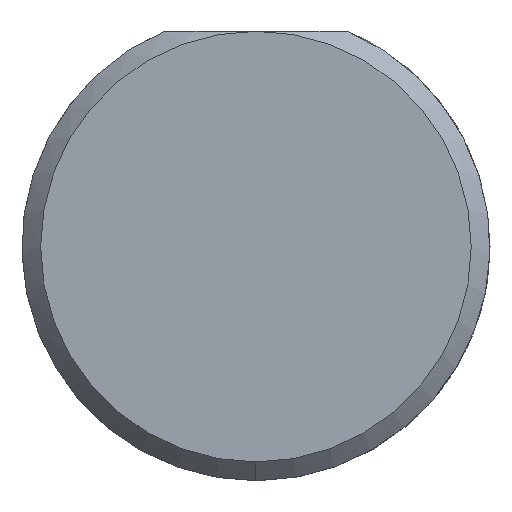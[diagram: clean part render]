
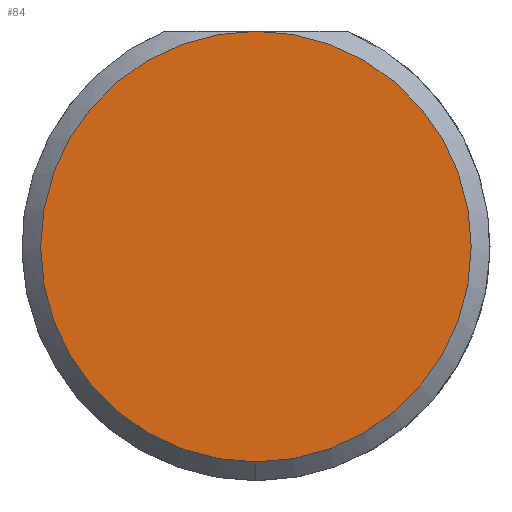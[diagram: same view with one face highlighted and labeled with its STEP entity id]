
A CAD part, left-side view. The second image highlights one B-rep face of the part: STEP entity #84.
In plain terms, the highlighted planar face has unit normal (-1, 0, 0).
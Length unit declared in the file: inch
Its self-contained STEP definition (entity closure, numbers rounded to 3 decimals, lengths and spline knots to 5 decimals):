
#26 = ORIENTED_EDGE ( 'NONE', *, *, #110, .T. ) ;
#46 = CARTESIAN_POINT ( 'NONE',  ( 0., 0., 0. ) ) ;
#57 = DIRECTION ( 'NONE',  ( 1., 0., 0. ) ) ;
#67 = CIRCLE ( 'NONE', #199, 0.11485 ) ;
#84 = ADVANCED_FACE ( 'NONE', ( #672 ), #414, .F. ) ;
#110 = EDGE_CURVE ( 'NONE', #778, #661, #67, .T. ) ;
#111 = EDGE_CURVE ( 'NONE', #661, #778, #175, .T. ) ;
#116 = DIRECTION ( 'NONE',  ( 0., 0., -1. ) ) ;
#118 = EDGE_LOOP ( 'NONE', ( #411, #26 ) ) ;
#175 = CIRCLE ( 'NONE', #225, 0.11485 ) ;
#191 = DIRECTION ( 'NONE',  ( 0., 0., -1. ) ) ;
#199 = AXIS2_PLACEMENT_3D ( 'NONE', #737, #602, #191 ) ;
#225 = AXIS2_PLACEMENT_3D ( 'NONE', #46, #364, #656 ) ;
#302 = CARTESIAN_POINT ( 'NONE',  ( 0., 0., 0. ) ) ;
#314 = CARTESIAN_POINT ( 'NONE',  ( 0., 0., 0.11485 ) ) ;
#364 = DIRECTION ( 'NONE',  ( -1., 0., 0. ) ) ;
#387 = AXIS2_PLACEMENT_3D ( 'NONE', #302, #57, #116 ) ;
#411 = ORIENTED_EDGE ( 'NONE', *, *, #111, .T. ) ;
#414 = PLANE ( 'NONE',  #387 ) ;
#602 = DIRECTION ( 'NONE',  ( -1., 0., 0. ) ) ;
#656 = DIRECTION ( 'NONE',  ( 0., 0., -1. ) ) ;
#661 = VERTEX_POINT ( 'NONE', #314 ) ;
#672 = FACE_OUTER_BOUND ( 'NONE', #118, .T. ) ;
#694 = CARTESIAN_POINT ( 'NONE',  ( 0., 0., -0.11485 ) ) ;
#737 = CARTESIAN_POINT ( 'NONE',  ( 0., 0., 0. ) ) ;
#778 = VERTEX_POINT ( 'NONE', #694 ) ;
